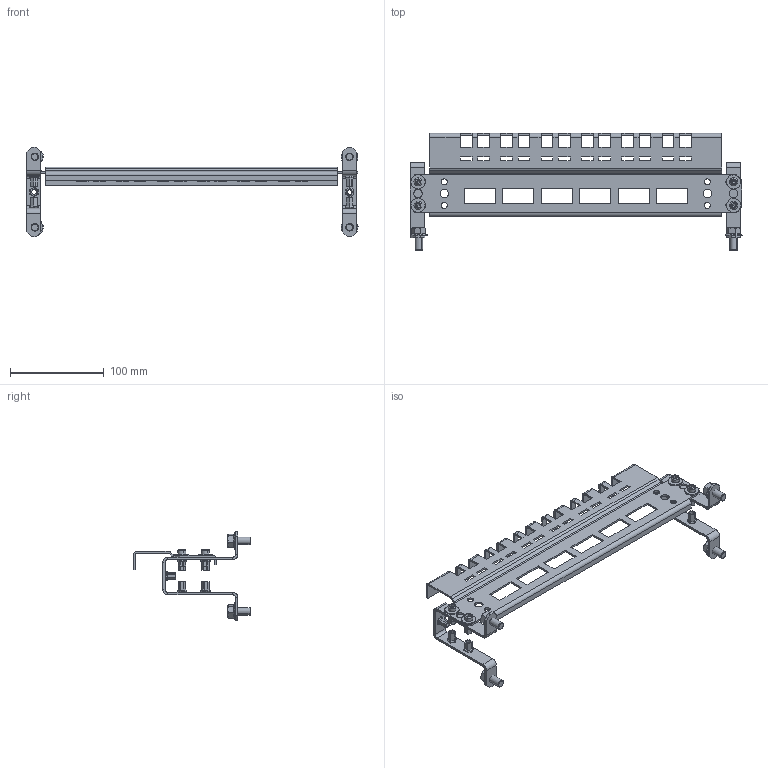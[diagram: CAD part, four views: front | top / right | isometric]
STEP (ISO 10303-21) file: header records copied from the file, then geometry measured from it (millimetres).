
FILE_DESCRIPTION (( 'STEP AP203' ), '1' );
FILE_NAME ('U3020040802 Ðåéêà êàáåëüíàÿ ÝÌÑ LC2_RS52 00.40 (000.801.302).STEP', '2022-04-18T08:48:42', ( '' ), ( '' ), 'SwSTEP 2.0', 'SolidWorks 2017', '' );
FILE_SCHEMA (( 'CONFIG_CONTROL_DESIGN' ));
Length unit declared in the file: millimetre
Products named in the file (8): Âèíò DIN 912_Œ5å14; Øàéáà_6958 øèðîêàÿ_5; U3020040802 Ðåéêà êàáåëüíàÿ ÝÌÑ LC2_RS52 00.40 (000.801.302); hex flange bolt fine_din_DIN 6921 - M8x1 x 16 x 16-N; 029-289 ﾊ煇鳫; Çàêëåïêà ðåçüáîâàÿ óìåíüøåííûé áîðòèê øåñòèãðàííàÿ_Œ5å14; 000.169.055 Êðîíøòåéí â ñáîðå; 025-227 Ðåéêà êàáåëüíàÿ ÝÌÑ_00.40 (353)
Assembly tree (21 placements, depth 3):
  U3020040802 Ðåéêà êàáåëüíàÿ ÝÌÑ LC2_RS52 00.40 (000.801.302)
    000.169.055 Êðîíøòåéí â ñáîðå  x2
      029-289 ﾊ煇鳫
      Çàêëåïêà ðåçüáîâàÿ óìåíüøåííûé áîðòèê øåñòèãðàííàÿ_Œ5å14
    Âèíò DIN 912_Œ5å14  x4
    hex flange bolt fine_din_DIN 6921 - M8x1 x 16 x 16-N  x4
    Øàéáà_6958 øèðîêàÿ_5  x4
    025-227 Ðåéêà êàáåëüíàÿ ÝÌÑ_00.40 (353)
Bounding box: 353.39 x 124.66 x 95.1 mm (x, y, z)
Volume: 88150.9 mm3; surface area: 95413.6 mm2
Topology: 25 solids, 25 shells, 1324 faces, 3138 edges, 1714 vertices
Faces by surface type: plane 880, cylinder 280, bspline 84, cone 56, torus 24
Entity records: 16038 total; most frequent: CARTESIAN_POINT 3201, ORIENTED_EDGE 2430, DIRECTION 2339, EDGE_CURVE 1215, VECTOR 949, LINE 949, VERTEX_POINT 728, AXIS2_PLACEMENT_3D 695
